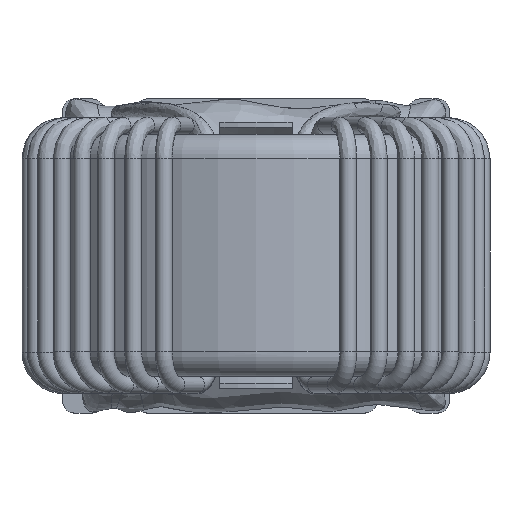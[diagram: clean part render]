
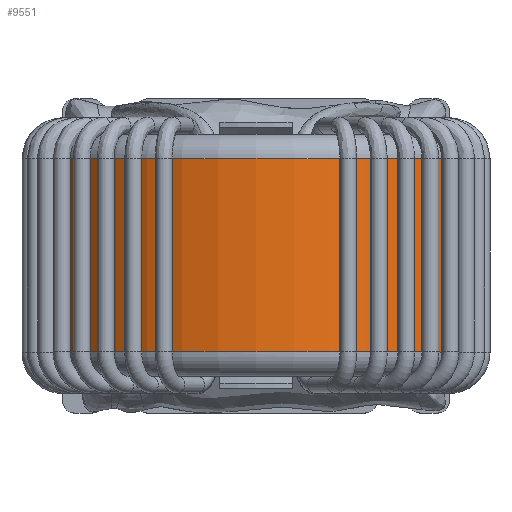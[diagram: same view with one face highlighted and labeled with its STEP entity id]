
A CAD part, top view. The second image highlights one B-rep face of the part: STEP entity #9551.
In plain terms, the highlighted cylindrical face has radius 9 mm (diameter 18 mm), a full revolution.
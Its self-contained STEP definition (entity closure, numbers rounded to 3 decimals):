
#1720=ORIENTED_EDGE('',*,*,#2998,.T.);
#1721=ORIENTED_EDGE('',*,*,#2999,.T.);
#2998=EDGE_CURVE('',#3691,#3691,#4178,.T.);
#2999=EDGE_CURVE('',#3692,#3692,#4179,.F.);
#3691=VERTEX_POINT('',#13411);
#3692=VERTEX_POINT('',#13413);
#4178=CIRCLE('',#10201,9.);
#4179=CIRCLE('',#10202,9.);
#4636=EDGE_LOOP('',(#1720));
#4637=EDGE_LOOP('',(#1721));
#5458=FACE_BOUND('',#4636,.T.);
#5459=FACE_BOUND('',#4637,.T.);
#6192=CYLINDRICAL_SURFACE('',#10200,9.);
#9551=ADVANCED_FACE('',(#5458,#5459),#6192,.T.);
#10200=AXIS2_PLACEMENT_3D('',#13409,#11515,#11516);
#10201=AXIS2_PLACEMENT_3D('',#13410,#11517,#11518);
#10202=AXIS2_PLACEMENT_3D('',#13412,#11519,#11520);
#11515=DIRECTION('',(0.,1.,0.));
#11516=DIRECTION('',(0.,0.,1.));
#11517=DIRECTION('',(0.,1.,0.));
#11518=DIRECTION('',(0.,0.,1.));
#11519=DIRECTION('',(0.,1.,0.));
#11520=DIRECTION('',(0.,0.,1.));
#13409=CARTESIAN_POINT('',(0.,-5.,9.1));
#13410=CARTESIAN_POINT('',(0.,-4.,9.1));
#13411=CARTESIAN_POINT('',(0.,-4.,18.1));
#13412=CARTESIAN_POINT('',(0.,4.,9.1));
#13413=CARTESIAN_POINT('',(0.,4.,18.1));
